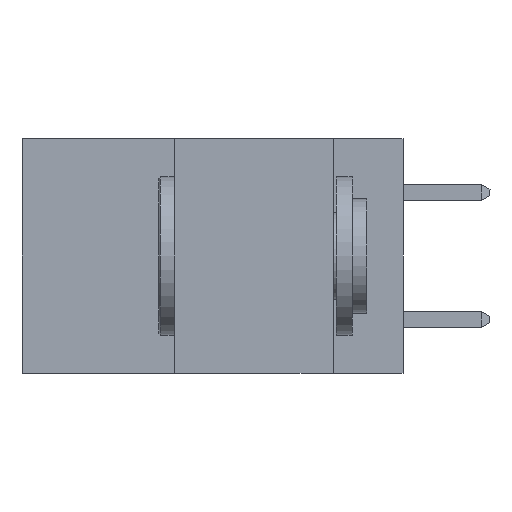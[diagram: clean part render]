
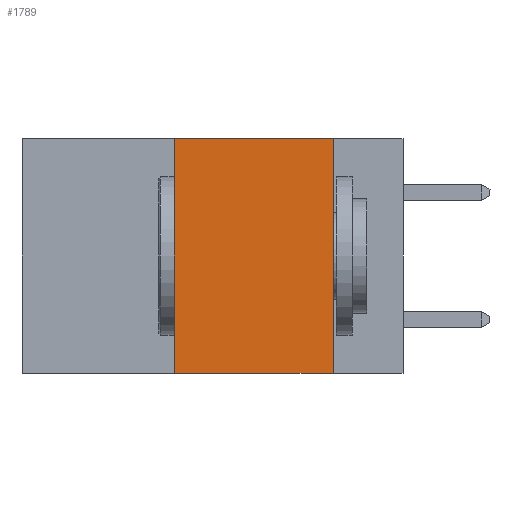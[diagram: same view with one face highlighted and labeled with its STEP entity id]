
A CAD part, left-side view. The second image highlights one B-rep face of the part: STEP entity #1789.
In plain terms, the highlighted planar face has unit normal (-1, 0, 0).
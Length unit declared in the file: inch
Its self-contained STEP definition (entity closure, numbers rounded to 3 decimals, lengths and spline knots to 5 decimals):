
#292 = VECTOR ( 'NONE', #4987, 39.37008 ) ;
#430 = LINE ( 'NONE', #8966, #9245 ) ;
#437 = DIRECTION ( 'NONE',  ( 0., 0., 1. ) ) ;
#882 = EDGE_CURVE ( 'NONE', #8736, #4334, #9546, .T. ) ;
#1280 = CARTESIAN_POINT ( 'NONE',  ( 0., 0.6, 0. ) ) ;
#1789 = ADVANCED_FACE ( 'NONE', ( #4614 ), #9435, .F. ) ;
#2079 = DIRECTION ( 'NONE',  ( 0., -1., 0. ) ) ;
#2574 = ORIENTED_EDGE ( 'NONE', *, *, #5753, .F. ) ;
#3580 = CARTESIAN_POINT ( 'NONE',  ( 0., 0.36, 0. ) ) ;
#3764 = VERTEX_POINT ( 'NONE', #9616 ) ;
#4078 = VERTEX_POINT ( 'NONE', #6067 ) ;
#4209 = EDGE_CURVE ( 'NONE', #8736, #3764, #4626, .T. ) ;
#4264 = ORIENTED_EDGE ( 'NONE', *, *, #9048, .F. ) ;
#4334 = VERTEX_POINT ( 'NONE', #4474 ) ;
#4357 = DIRECTION ( 'NONE',  ( 0., 0., -1. ) ) ;
#4474 = CARTESIAN_POINT ( 'NONE',  ( 0., 0.36, 0. ) ) ;
#4614 = FACE_OUTER_BOUND ( 'NONE', #9075, .T. ) ;
#4626 = LINE ( 'NONE', #7330, #8167 ) ;
#4908 = CARTESIAN_POINT ( 'NONE',  ( 0., 0.36, -0.37 ) ) ;
#4987 = DIRECTION ( 'NONE',  ( 0., -1., 0. ) ) ;
#5253 = AXIS2_PLACEMENT_3D ( 'NONE', #1280, #5749, #7178 ) ;
#5670 = ORIENTED_EDGE ( 'NONE', *, *, #4209, .T. ) ;
#5749 = DIRECTION ( 'NONE',  ( 1., 0., 0. ) ) ;
#5753 = EDGE_CURVE ( 'NONE', #4078, #3764, #430, .T. ) ;
#5849 = CARTESIAN_POINT ( 'NONE',  ( 0., 0.6, 0. ) ) ;
#6067 = CARTESIAN_POINT ( 'NONE',  ( 0., 0.11, 0. ) ) ;
#6452 = ORIENTED_EDGE ( 'NONE', *, *, #882, .F. ) ;
#7178 = DIRECTION ( 'NONE',  ( 0., 0., -1. ) ) ;
#7330 = CARTESIAN_POINT ( 'NONE',  ( 0., 0.6, -0.37 ) ) ;
#8167 = VECTOR ( 'NONE', #2079, 39.37008 ) ;
#8520 = VECTOR ( 'NONE', #437, 39.37008 ) ;
#8542 = LINE ( 'NONE', #5849, #292 ) ;
#8736 = VERTEX_POINT ( 'NONE', #4908 ) ;
#8966 = CARTESIAN_POINT ( 'NONE',  ( 0., 0.11, 0. ) ) ;
#9048 = EDGE_CURVE ( 'NONE', #4334, #4078, #8542, .T. ) ;
#9075 = EDGE_LOOP ( 'NONE', ( #2574, #4264, #6452, #5670 ) ) ;
#9245 = VECTOR ( 'NONE', #4357, 39.37008 ) ;
#9435 = PLANE ( 'NONE',  #5253 ) ;
#9546 = LINE ( 'NONE', #3580, #8520 ) ;
#9616 = CARTESIAN_POINT ( 'NONE',  ( 0., 0.11, -0.37 ) ) ;
